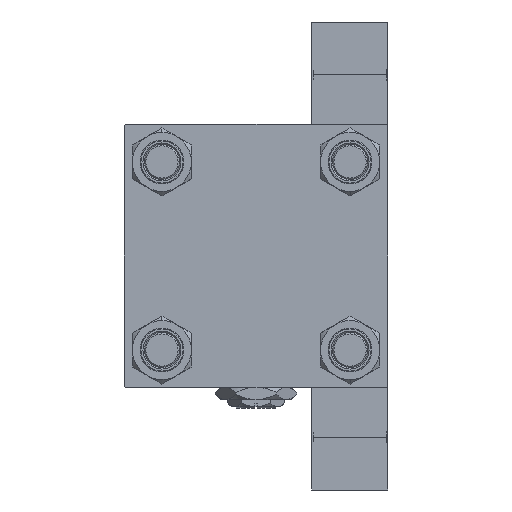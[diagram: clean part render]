
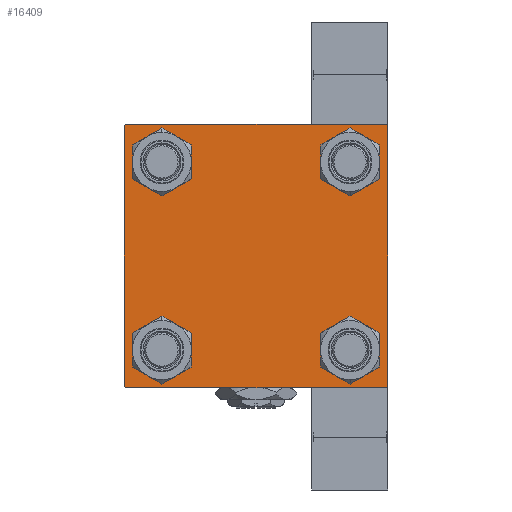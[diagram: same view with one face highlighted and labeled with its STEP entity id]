
A CAD part, left-side view. The second image highlights one B-rep face of the part: STEP entity #16409.
In plain terms, the highlighted planar face has unit normal (-1, 0, 0).
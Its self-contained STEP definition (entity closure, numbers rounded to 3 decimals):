
#273 = CIRCLE ( 'NONE', #44264, 6.5 ) ;
#345 = CIRCLE ( 'NONE', #7674, 6.5 ) ;
#367 = VECTOR ( 'NONE', #37733, 1000. ) ;
#1235 = DIRECTION ( 'NONE',  ( 0., -1., 0. ) ) ;
#1361 = DIRECTION ( 'NONE',  ( 1., 0., 0. ) ) ;
#2096 = VERTEX_POINT ( 'NONE', #18944 ) ;
#2494 = ORIENTED_EDGE ( 'NONE', *, *, #6476, .T. ) ;
#3483 = ORIENTED_EDGE ( 'NONE', *, *, #32806, .T. ) ;
#4788 = CARTESIAN_POINT ( 'NONE',  ( 0., -32.15, 32.15 ) ) ;
#5091 = ORIENTED_EDGE ( 'NONE', *, *, #13495, .T. ) ;
#5535 = DIRECTION ( 'NONE',  ( 0., 0., 1. ) ) ;
#5671 = DIRECTION ( 'NONE',  ( 0., 0., 1. ) ) ;
#5902 = ORIENTED_EDGE ( 'NONE', *, *, #22719, .F. ) ;
#6457 = EDGE_LOOP ( 'NONE', ( #5091, #18253 ) ) ;
#6476 = EDGE_CURVE ( 'NONE', #11777, #35293, #28081, .T. ) ;
#6657 = AXIS2_PLACEMENT_3D ( 'NONE', #39200, #46863, #11168 ) ;
#6749 = CARTESIAN_POINT ( 'NONE',  ( 0., 32.15, -32.15 ) ) ;
#7058 = CARTESIAN_POINT ( 'NONE',  ( 0., 32.15, 25.65 ) ) ;
#7258 = CARTESIAN_POINT ( 'NONE',  ( 0., 45., -44.5 ) ) ;
#7674 = AXIS2_PLACEMENT_3D ( 'NONE', #19321, #35368, #42526 ) ;
#7722 = PLANE ( 'NONE',  #12783 ) ;
#7876 = CARTESIAN_POINT ( 'NONE',  ( 0., -32.15, -38.65 ) ) ;
#7890 = EDGE_LOOP ( 'NONE', ( #46380, #41579 ) ) ;
#8137 = DIRECTION ( 'NONE',  ( 0., 0., 1. ) ) ;
#8235 = LINE ( 'NONE', #46506, #32635 ) ;
#8723 = FACE_BOUND ( 'NONE', #6457, .T. ) ;
#10293 = CARTESIAN_POINT ( 'NONE',  ( 0., -44.5, 45. ) ) ;
#10633 = CARTESIAN_POINT ( 'NONE',  ( 0., -45., 45. ) ) ;
#11168 = DIRECTION ( 'NONE',  ( 0., 0., 1. ) ) ;
#11777 = VERTEX_POINT ( 'NONE', #7258 ) ;
#11806 = CARTESIAN_POINT ( 'NONE',  ( 0., 44.5, -45. ) ) ;
#11907 = EDGE_CURVE ( 'NONE', #14357, #34542, #48532, .T. ) ;
#12228 = VECTOR ( 'NONE', #49384, 1000. ) ;
#12783 = AXIS2_PLACEMENT_3D ( 'NONE', #47242, #31169, #43164 ) ;
#13361 = CARTESIAN_POINT ( 'NONE',  ( 0., 32.15, 32.15 ) ) ;
#13495 = EDGE_CURVE ( 'NONE', #40897, #29677, #40336, .T. ) ;
#13727 = EDGE_CURVE ( 'NONE', #42407, #38156, #15125, .T. ) ;
#13777 = VERTEX_POINT ( 'NONE', #28731 ) ;
#14357 = VERTEX_POINT ( 'NONE', #38272 ) ;
#15125 = CIRCLE ( 'NONE', #42787, 6.5 ) ;
#15719 = LINE ( 'NONE', #10633, #41711 ) ;
#15748 = VERTEX_POINT ( 'NONE', #7876 ) ;
#15948 = EDGE_CURVE ( 'NONE', #48665, #20096, #39981, .T. ) ;
#15990 = EDGE_LOOP ( 'NONE', ( #31092, #2494, #3483, #44062, #5902, #40795, #19003, #29100 ) ) ;
#16133 = FACE_BOUND ( 'NONE', #23012, .T. ) ;
#16409 = ADVANCED_FACE ( 'NONE', ( #23279, #32166, #16133, #8723, #24274 ), #7722, .T. ) ;
#16511 = DIRECTION ( 'NONE',  ( 0., 0., 1. ) ) ;
#17422 = CARTESIAN_POINT ( 'NONE',  ( 0., -44.75, 44.75 ) ) ;
#17770 = CARTESIAN_POINT ( 'NONE',  ( 0., 45., 45. ) ) ;
#18253 = ORIENTED_EDGE ( 'NONE', *, *, #21302, .T. ) ;
#18531 = AXIS2_PLACEMENT_3D ( 'NONE', #48519, #21479, #5671 ) ;
#18728 = EDGE_CURVE ( 'NONE', #33589, #33442, #8235, .T. ) ;
#18944 = CARTESIAN_POINT ( 'NONE',  ( 0., 32.15, -25.65 ) ) ;
#19003 = ORIENTED_EDGE ( 'NONE', *, *, #22594, .F. ) ;
#19321 = CARTESIAN_POINT ( 'NONE',  ( 0., -32.15, -32.15 ) ) ;
#19362 = CARTESIAN_POINT ( 'NONE',  ( 0., -32.15, -32.15 ) ) ;
#19614 = DIRECTION ( 'NONE',  ( 1., 0., 0. ) ) ;
#19887 = CARTESIAN_POINT ( 'NONE',  ( 0., -32.15, -25.65 ) ) ;
#20002 = CARTESIAN_POINT ( 'NONE',  ( 0., 44.5, 45. ) ) ;
#20096 = VERTEX_POINT ( 'NONE', #33401 ) ;
#20840 = DIRECTION ( 'NONE',  ( 1., 0., 0. ) ) ;
#21087 = DIRECTION ( 'NONE',  ( 1., 0., 0. ) ) ;
#21302 = EDGE_CURVE ( 'NONE', #29677, #40897, #22134, .T. ) ;
#21356 = CARTESIAN_POINT ( 'NONE',  ( 0., -44.75, -44.75 ) ) ;
#21479 = DIRECTION ( 'NONE',  ( 1., 0., 0. ) ) ;
#22134 = CIRCLE ( 'NONE', #6657, 6.5 ) ;
#22168 = VECTOR ( 'NONE', #34828, 1000. ) ;
#22310 = DIRECTION ( 'NONE',  ( 1., 0., 0. ) ) ;
#22354 = DIRECTION ( 'NONE',  ( 0., 0., -1. ) ) ;
#22504 = VECTOR ( 'NONE', #25439, 1000. ) ;
#22594 = EDGE_CURVE ( 'NONE', #33589, #34542, #31003, .T. ) ;
#22719 = EDGE_CURVE ( 'NONE', #14357, #20096, #15719, .T. ) ;
#23012 = EDGE_LOOP ( 'NONE', ( #33700, #25438 ) ) ;
#23279 = FACE_BOUND ( 'NONE', #7890, .T. ) ;
#23449 = CIRCLE ( 'NONE', #26712, 6.5 ) ;
#24274 = FACE_OUTER_BOUND ( 'NONE', #15990, .T. ) ;
#24454 = CARTESIAN_POINT ( 'NONE',  ( 0., 45., -45. ) ) ;
#24533 = CARTESIAN_POINT ( 'NONE',  ( 0., -44.5, -45. ) ) ;
#24547 = CARTESIAN_POINT ( 'NONE',  ( 0., -32.15, 25.65 ) ) ;
#25189 = EDGE_CURVE ( 'NONE', #15748, #32753, #273, .T. ) ;
#25438 = ORIENTED_EDGE ( 'NONE', *, *, #37438, .T. ) ;
#25439 = DIRECTION ( 'NONE',  ( 0., -0.707, 0.707 ) ) ;
#25835 = AXIS2_PLACEMENT_3D ( 'NONE', #6749, #22310, #41197 ) ;
#26712 = AXIS2_PLACEMENT_3D ( 'NONE', #43787, #21087, #16511 ) ;
#27287 = EDGE_CURVE ( 'NONE', #32753, #15748, #345, .T. ) ;
#27833 = CARTESIAN_POINT ( 'NONE',  ( 0., 44.75, -44.75 ) ) ;
#28081 = LINE ( 'NONE', #27833, #44153 ) ;
#28215 = ORIENTED_EDGE ( 'NONE', *, *, #27287, .T. ) ;
#28522 = LINE ( 'NONE', #24454, #35435 ) ;
#28731 = CARTESIAN_POINT ( 'NONE',  ( 0., 32.15, -38.65 ) ) ;
#29100 = ORIENTED_EDGE ( 'NONE', *, *, #18728, .T. ) ;
#29677 = VERTEX_POINT ( 'NONE', #7058 ) ;
#30477 = LINE ( 'NONE', #17770, #12228 ) ;
#31003 = LINE ( 'NONE', #35079, #22168 ) ;
#31092 = ORIENTED_EDGE ( 'NONE', *, *, #44800, .T. ) ;
#31169 = DIRECTION ( 'NONE',  ( -1., 0., 0. ) ) ;
#32166 = FACE_BOUND ( 'NONE', #46231, .T. ) ;
#32635 = VECTOR ( 'NONE', #43417, 1000. ) ;
#32753 = VERTEX_POINT ( 'NONE', #19887 ) ;
#32806 = EDGE_CURVE ( 'NONE', #35293, #48665, #28522, .T. ) ;
#33401 = CARTESIAN_POINT ( 'NONE',  ( 0., -45., -44.5 ) ) ;
#33442 = VERTEX_POINT ( 'NONE', #40191 ) ;
#33589 = VERTEX_POINT ( 'NONE', #20002 ) ;
#33700 = ORIENTED_EDGE ( 'NONE', *, *, #46991, .T. ) ;
#34542 = VERTEX_POINT ( 'NONE', #10293 ) ;
#34658 = AXIS2_PLACEMENT_3D ( 'NONE', #13361, #1361, #44459 ) ;
#34828 = DIRECTION ( 'NONE',  ( 0., -1., 0. ) ) ;
#35079 = CARTESIAN_POINT ( 'NONE',  ( 0., 45., 45. ) ) ;
#35293 = VERTEX_POINT ( 'NONE', #11806 ) ;
#35368 = DIRECTION ( 'NONE',  ( 1., 0., 0. ) ) ;
#35435 = VECTOR ( 'NONE', #1235, 1000. ) ;
#37099 = ORIENTED_EDGE ( 'NONE', *, *, #25189, .T. ) ;
#37438 = EDGE_CURVE ( 'NONE', #13777, #2096, #39670, .T. ) ;
#37733 = DIRECTION ( 'NONE',  ( 0., 0.707, 0.707 ) ) ;
#38156 = VERTEX_POINT ( 'NONE', #46919 ) ;
#38272 = CARTESIAN_POINT ( 'NONE',  ( 0., -45., 44.5 ) ) ;
#38279 = CARTESIAN_POINT ( 'NONE',  ( 0., 32.15, 38.65 ) ) ;
#39200 = CARTESIAN_POINT ( 'NONE',  ( 0., 32.15, 32.15 ) ) ;
#39575 = DIRECTION ( 'NONE',  ( 0., -0.707, -0.707 ) ) ;
#39670 = CIRCLE ( 'NONE', #25835, 6.5 ) ;
#39981 = LINE ( 'NONE', #21356, #22504 ) ;
#40191 = CARTESIAN_POINT ( 'NONE',  ( 0., 45., 44.5 ) ) ;
#40336 = CIRCLE ( 'NONE', #34658, 6.5 ) ;
#40795 = ORIENTED_EDGE ( 'NONE', *, *, #11907, .T. ) ;
#40897 = VERTEX_POINT ( 'NONE', #38279 ) ;
#41197 = DIRECTION ( 'NONE',  ( 0., 0., 1. ) ) ;
#41579 = ORIENTED_EDGE ( 'NONE', *, *, #13727, .T. ) ;
#41711 = VECTOR ( 'NONE', #22354, 1000. ) ;
#42407 = VERTEX_POINT ( 'NONE', #24547 ) ;
#42526 = DIRECTION ( 'NONE',  ( 0., 0., 1. ) ) ;
#42787 = AXIS2_PLACEMENT_3D ( 'NONE', #4788, #20840, #5535 ) ;
#43164 = DIRECTION ( 'NONE',  ( 0., 0., 1. ) ) ;
#43417 = DIRECTION ( 'NONE',  ( 0., 0.707, -0.707 ) ) ;
#43787 = CARTESIAN_POINT ( 'NONE',  ( 0., -32.15, 32.15 ) ) ;
#44062 = ORIENTED_EDGE ( 'NONE', *, *, #15948, .T. ) ;
#44153 = VECTOR ( 'NONE', #39575, 1000. ) ;
#44264 = AXIS2_PLACEMENT_3D ( 'NONE', #19362, #19614, #8137 ) ;
#44459 = DIRECTION ( 'NONE',  ( 0., 0., 1. ) ) ;
#44800 = EDGE_CURVE ( 'NONE', #33442, #11777, #30477, .T. ) ;
#46231 = EDGE_LOOP ( 'NONE', ( #28215, #37099 ) ) ;
#46380 = ORIENTED_EDGE ( 'NONE', *, *, #47430, .T. ) ;
#46506 = CARTESIAN_POINT ( 'NONE',  ( 0., 44.75, 44.75 ) ) ;
#46863 = DIRECTION ( 'NONE',  ( 1., 0., 0. ) ) ;
#46919 = CARTESIAN_POINT ( 'NONE',  ( 0., -32.15, 38.65 ) ) ;
#46991 = EDGE_CURVE ( 'NONE', #2096, #13777, #49487, .T. ) ;
#47242 = CARTESIAN_POINT ( 'NONE',  ( 0., 0., 0. ) ) ;
#47430 = EDGE_CURVE ( 'NONE', #38156, #42407, #23449, .T. ) ;
#48519 = CARTESIAN_POINT ( 'NONE',  ( 0., 32.15, -32.15 ) ) ;
#48532 = LINE ( 'NONE', #17422, #367 ) ;
#48665 = VERTEX_POINT ( 'NONE', #24533 ) ;
#49384 = DIRECTION ( 'NONE',  ( 0., 0., -1. ) ) ;
#49487 = CIRCLE ( 'NONE', #18531, 6.5 ) ;
